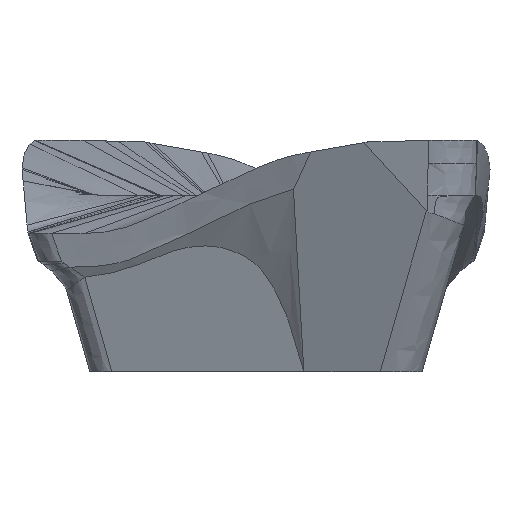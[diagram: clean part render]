
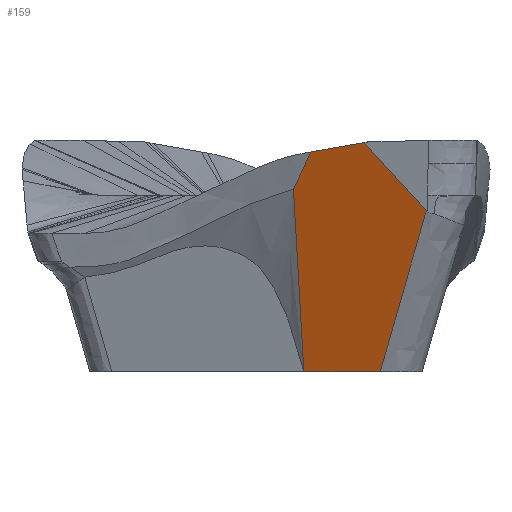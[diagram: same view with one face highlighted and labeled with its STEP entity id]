
A CAD part, left-side view. The second image highlights one B-rep face of the part: STEP entity #159.
In plain terms, the highlighted planar face has unit normal (-0.924, 0.081, -0.375).
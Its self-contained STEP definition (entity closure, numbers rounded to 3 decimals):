
#159=ADVANCED_FACE('',(#299),#285,.F.);
#285=PLANE('',#2617);
#299=FACE_OUTER_BOUND('',#425,.T.);
#425=EDGE_LOOP('',(#568,#569,#570,#571,#572,#573));
#568=ORIENTED_EDGE('',*,*,#1499,.F.);
#569=ORIENTED_EDGE('',*,*,#1500,.T.);
#570=ORIENTED_EDGE('',*,*,#1501,.T.);
#571=ORIENTED_EDGE('',*,*,#1502,.F.);
#572=ORIENTED_EDGE('',*,*,#1485,.F.);
#573=ORIENTED_EDGE('',*,*,#1498,.F.);
#1258=VERTEX_POINT('',#3274);
#1259=VERTEX_POINT('',#3275);
#1269=VERTEX_POINT('',#3358);
#1270=VERTEX_POINT('',#3513);
#1271=VERTEX_POINT('',#3524);
#1272=VERTEX_POINT('',#3526);
#1485=EDGE_CURVE('',#1258,#1259,#2294,.T.);
#1498=EDGE_CURVE('',#1269,#1258,#1896,.T.);
#1499=EDGE_CURVE('',#1270,#1269,#1897,.T.);
#1500=EDGE_CURVE('',#1270,#1271,#1898,.T.);
#1501=EDGE_CURVE('',#1271,#1272,#2301,.T.);
#1502=EDGE_CURVE('',#1259,#1272,#2302,.T.);
#1896=B_SPLINE_CURVE_WITH_KNOTS('',3,(#3359,#3360,#3361,#3362,#3363,#3364,
#3365,#3366,#3367,#3368),.UNSPECIFIED.,.F.,.F.,(4,3,3,4),(0.,0.253,
0.506,1.),.UNSPECIFIED.);
#1897=B_SPLINE_CURVE_WITH_KNOTS('',3,(#3509,#3510,#3511,#3512),
 .UNSPECIFIED.,.F.,.F.,(4,4),(0.,1.),.UNSPECIFIED.);
#1898=B_SPLINE_CURVE_WITH_KNOTS('',3,(#3514,#3515,#3516,#3517,#3518,#3519,
#3520,#3521,#3522,#3523),.UNSPECIFIED.,.F.,.F.,(4,3,3,4),(0.,0.438,
0.719,1.),.UNSPECIFIED.);
#2294=LINE('',#3273,#2385);
#2301=LINE('',#3525,#2392);
#2302=LINE('',#3527,#2393);
#2385=VECTOR('',#2668,1.);
#2392=VECTOR('',#2677,1.);
#2393=VECTOR('',#2678,1.);
#2617=AXIS2_PLACEMENT_3D('',#3528,#2679,#2680);
#2668=DIRECTION('',(0.232,-0.659,-0.715));
#2677=DIRECTION('',(-0.087,-0.996,0.));
#2678=DIRECTION('',(0.382,0.255,-0.888));
#2679=DIRECTION('',(0.924,-0.081,0.375));
#2680=DIRECTION('',(-0.373,0.033,0.927));
#3273=CARTESIAN_POINT('',(-9.075,-2.235,-0.047));
#3274=CARTESIAN_POINT('',(-9.075,-2.235,-0.047));
#3275=CARTESIAN_POINT('',(-8.616,-3.538,-1.46));
#3358=CARTESIAN_POINT('',(-8.9,-1.133,-0.241));
#3359=CARTESIAN_POINT('',(-8.9,-1.133,-0.241));
#3360=CARTESIAN_POINT('',(-8.914,-1.226,-0.225));
#3361=CARTESIAN_POINT('',(-8.929,-1.319,-0.208));
#3362=CARTESIAN_POINT('',(-8.944,-1.412,-0.192));
#3363=CARTESIAN_POINT('',(-8.959,-1.505,-0.175));
#3364=CARTESIAN_POINT('',(-8.973,-1.598,-0.159));
#3365=CARTESIAN_POINT('',(-8.988,-1.691,-0.143));
#3366=CARTESIAN_POINT('',(-9.017,-1.872,-0.111));
#3367=CARTESIAN_POINT('',(-9.046,-2.054,-0.079));
#3368=CARTESIAN_POINT('',(-9.075,-2.235,-0.047));
#3509=CARTESIAN_POINT('',(-8.557,-0.778,-1.01));
#3510=CARTESIAN_POINT('',(-8.672,-0.881,-0.748));
#3511=CARTESIAN_POINT('',(-8.788,-0.992,-0.486));
#3512=CARTESIAN_POINT('',(-8.9,-1.133,-0.241));
#3513=CARTESIAN_POINT('',(-8.557,-0.778,-1.01));
#3514=CARTESIAN_POINT('',(-8.557,-0.778,-1.01));
#3515=CARTESIAN_POINT('',(-8.339,-0.846,-1.562));
#3516=CARTESIAN_POINT('',(-8.116,-0.873,-2.117));
#3517=CARTESIAN_POINT('',(-7.894,-0.901,-2.67));
#3518=CARTESIAN_POINT('',(-7.752,-0.919,-3.025));
#3519=CARTESIAN_POINT('',(-7.609,-0.935,-3.38));
#3520=CARTESIAN_POINT('',(-7.466,-0.95,-3.735));
#3521=CARTESIAN_POINT('',(-7.324,-0.966,-4.09));
#3522=CARTESIAN_POINT('',(-7.181,-0.98,-4.445));
#3523=CARTESIAN_POINT('',(-7.038,-0.994,-4.8));
#3524=CARTESIAN_POINT('',(-7.038,-0.994,-4.8));
#3525=CARTESIAN_POINT('',(-7.038,-0.994,-4.8));
#3526=CARTESIAN_POINT('',(-7.177,-2.58,-4.8));
#3527=CARTESIAN_POINT('',(-8.616,-3.538,-1.46));
#3528=CARTESIAN_POINT('',(-8.702,3.17,0.2));
